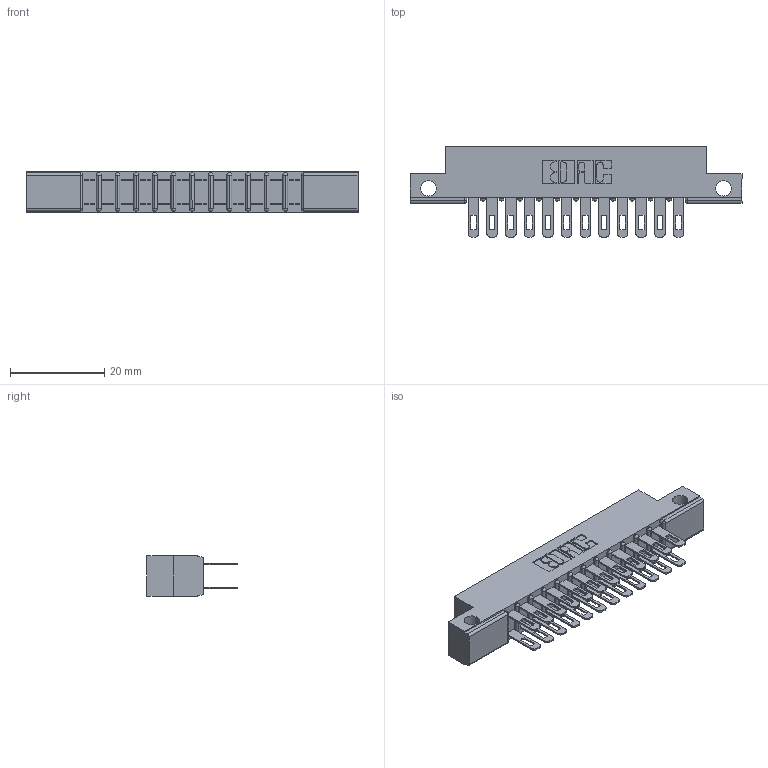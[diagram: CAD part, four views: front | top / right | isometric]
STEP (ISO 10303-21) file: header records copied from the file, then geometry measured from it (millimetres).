
FILE_DESCRIPTION (( 'STEP AP203' ), '1' );
FILE_NAME ('307-024-400-212.STEP', '2020-09-29T04:30:45', ( '' ), ( '' ), 'SwSTEP 2.0', 'SolidWorks 2020', '' );
FILE_SCHEMA (( 'CONFIG_CONTROL_DESIGN' ));
Length unit declared in the file: inch
Products named in the file (3): 307-290-001_500; 307 Part_.128 Dia Side Mounting Holes; 307-024-400-212
Assembly tree (25 placements, depth 2):
  307-024-400-212
    307 Part_.128 Dia Side Mounting Holes
    307-290-001_500  x24
Bounding box: 70.56 x 19.18 x 8.71 mm (x, y, z)
Volume: 4609.4 mm3; surface area: 7863.1 mm2
Topology: 25 solids, 25 shells, 1235 faces, 3443 edges, 2226 vertices
Faces by surface type: plane 790, cylinder 419, sphere 26
Entity records: 14346 total; most frequent: CARTESIAN_POINT 2352, ORIENTED_EDGE 2326, DIRECTION 2319, EDGE_CURVE 1163, LINE 877, VECTOR 877, VERTEX_POINT 754, AXIS2_PLACEMENT_3D 721
